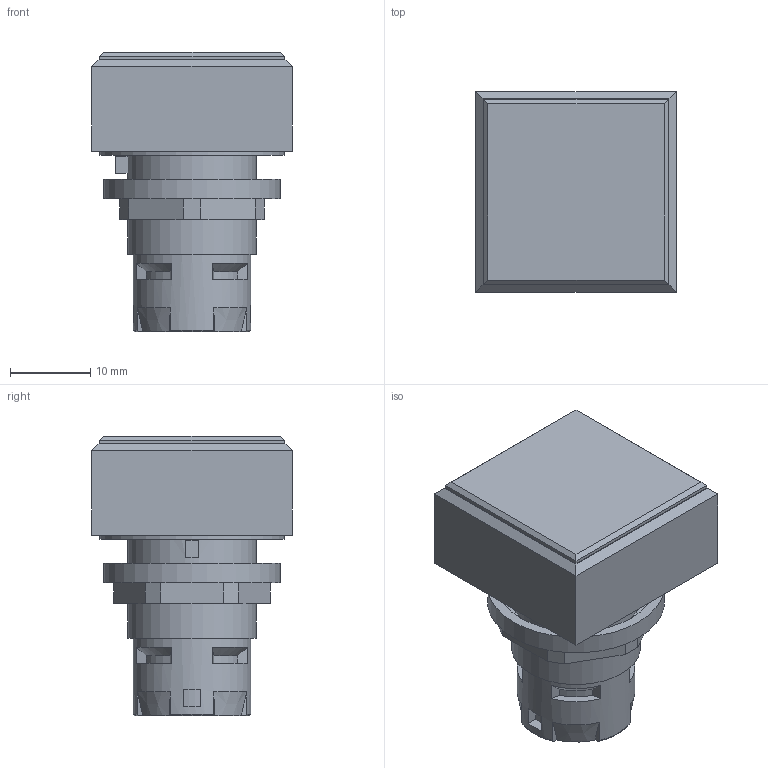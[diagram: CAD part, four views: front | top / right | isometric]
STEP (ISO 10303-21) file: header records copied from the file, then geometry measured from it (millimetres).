
FILE_DESCRIPTION(/* description */ (''),/* implementation_level */ '2;1');
FILE_NAME(/* name */ 'QXN.stp',/* time_stamp */ '2020-09-17T11:35:16+02:00',/* author */ ('thagel'),/* organization */ (''),/* preprocessor_version */ 'ST-DEVELOPER v17.2',/* originating_system */ 'Autodesk Inventor 2019',/* authorisation */ '');
FILE_SCHEMA (('AUTOMOTIVE_DESIGN { 1 0 10303 214 3 1 1 }'));
Length unit declared in the file: millimetre
Products named in the file (1): QXN
Bounding box: 24.95 x 24.95 x 34.85 mm (x, y, z)
Volume: 12252.3 mm3; surface area: 4425.1 mm2
Topology: 1 solids, 6 shells, 152 faces, 355 edges, 233 vertices
Faces by surface type: plane 98, cylinder 39, cone 12, torus 3
Full cylindrical faces by diameter (mm): 2 x4, 12.1 x1, 14.65 x1, 16 x2, 16.15 x1, 16.5 x1, 19.5 x1, 22 x1, 23 x1
Entity records: 4356 total; most frequent: CARTESIAN_POINT 789, DIRECTION 751, ORIENTED_EDGE 710, EDGE_CURVE 355, AXIS2_PLACEMENT_3D 267, VERTEX_POINT 233, LINE 217, VECTOR 217
